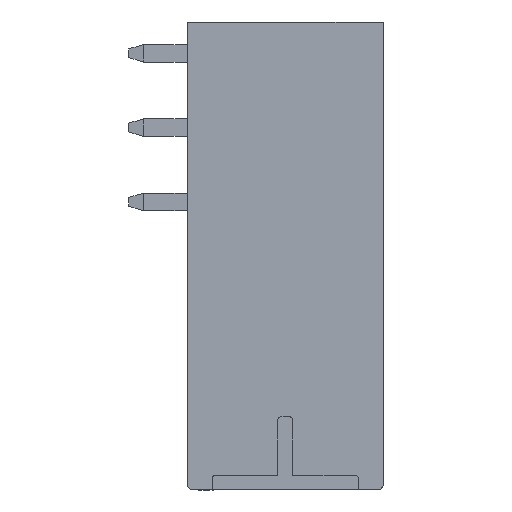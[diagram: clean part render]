
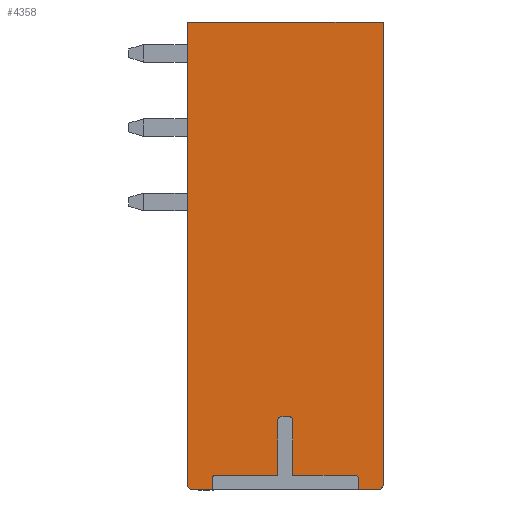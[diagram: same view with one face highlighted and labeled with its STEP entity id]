
A CAD part, front view. The second image highlights one B-rep face of the part: STEP entity #4358.
In plain terms, the highlighted planar face has unit normal (0, -1, 0).
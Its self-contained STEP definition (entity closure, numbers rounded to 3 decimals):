
#473=DIRECTION('',(0.,0.,1.));
#474=VECTOR('',#473,0.8);
#475=CARTESIAN_POINT('',(-5.,-52.64,-16.));
#476=LINE('',#475,#474);
#477=DIRECTION('',(-1.,0.,0.));
#478=VECTOR('',#477,1.3);
#479=CARTESIAN_POINT('',(-5.,-52.64,-16.));
#480=LINE('',#479,#478);
#481=CARTESIAN_POINT('',(-6.3,-52.64,-15.6));
#482=DIRECTION('',(0.,1.,0.));
#483=DIRECTION('',(0.,0.,-1.));
#484=AXIS2_PLACEMENT_3D('',#481,#482,#483);
#486=DIRECTION('',(0.,0.,1.));
#487=VECTOR('',#486,31.6);
#488=CARTESIAN_POINT('',(-6.7,-52.64,-15.6));
#489=LINE('',#488,#487);
#490=DIRECTION('',(1.,0.,0.));
#491=VECTOR('',#490,13.4);
#492=CARTESIAN_POINT('',(-6.7,-52.64,16.));
#493=LINE('',#492,#491);
#494=DIRECTION('',(0.,0.,-1.));
#495=VECTOR('',#494,31.6);
#496=CARTESIAN_POINT('',(6.7,-52.64,16.));
#497=LINE('',#496,#495);
#498=CARTESIAN_POINT('',(6.3,-52.64,-15.6));
#499=DIRECTION('',(0.,1.,0.));
#500=DIRECTION('',(1.,0.,0.));
#501=AXIS2_PLACEMENT_3D('',#498,#499,#500);
#503=DIRECTION('',(-1.,0.,0.));
#504=VECTOR('',#503,1.3);
#505=CARTESIAN_POINT('',(6.3,-52.64,-16.));
#506=LINE('',#505,#504);
#507=DIRECTION('',(0.,0.,1.));
#508=VECTOR('',#507,0.8);
#509=CARTESIAN_POINT('',(5.,-52.64,-16.));
#510=LINE('',#509,#508);
#511=CARTESIAN_POINT('',(4.8,-52.64,-15.2));
#512=DIRECTION('',(0.,1.,0.));
#513=DIRECTION('',(0.,0.,1.));
#514=AXIS2_PLACEMENT_3D('',#511,#512,#513);
#516=DIRECTION('',(1.,0.,0.));
#517=VECTOR('',#516,4.3);
#518=CARTESIAN_POINT('',(0.5,-52.64,-15.));
#519=LINE('',#518,#517);
#520=DIRECTION('',(0.,0.,-1.));
#521=VECTOR('',#520,3.8);
#522=CARTESIAN_POINT('',(0.5,-52.64,-11.2));
#523=LINE('',#522,#521);
#524=CARTESIAN_POINT('',(0.3,-52.64,-11.2));
#525=DIRECTION('',(0.,1.,0.));
#526=DIRECTION('',(0.,0.,1.));
#527=AXIS2_PLACEMENT_3D('',#524,#525,#526);
#529=DIRECTION('',(1.,0.,0.));
#530=VECTOR('',#529,0.6);
#531=CARTESIAN_POINT('',(-0.3,-52.64,-11.));
#532=LINE('',#531,#530);
#533=CARTESIAN_POINT('',(-0.3,-52.64,-11.2));
#534=DIRECTION('',(0.,1.,0.));
#535=DIRECTION('',(-1.,0.,0.));
#536=AXIS2_PLACEMENT_3D('',#533,#534,#535);
#538=DIRECTION('',(0.,0.,1.));
#539=VECTOR('',#538,3.8);
#540=CARTESIAN_POINT('',(-0.5,-52.64,-15.));
#541=LINE('',#540,#539);
#542=DIRECTION('',(1.,0.,0.));
#543=VECTOR('',#542,4.3);
#544=CARTESIAN_POINT('',(-4.8,-52.64,-15.));
#545=LINE('',#544,#543);
#546=CARTESIAN_POINT('',(-4.8,-52.64,-15.2));
#547=DIRECTION('',(0.,1.,0.));
#548=DIRECTION('',(-1.,0.,0.));
#549=AXIS2_PLACEMENT_3D('',#546,#547,#548);
#3166=CARTESIAN_POINT('',(-6.7,-52.64,16.));
#3167=CARTESIAN_POINT('',(6.7,-52.64,16.));
#3168=VERTEX_POINT('',#3166);
#3169=VERTEX_POINT('',#3167);
#3170=CARTESIAN_POINT('',(6.7,-52.64,-15.6));
#3171=VERTEX_POINT('',#3170);
#3172=CARTESIAN_POINT('',(6.3,-52.64,-16.));
#3173=VERTEX_POINT('',#3172);
#3174=CARTESIAN_POINT('',(-6.3,-52.64,-16.));
#3175=CARTESIAN_POINT('',(-6.7,-52.64,-15.6));
#3176=VERTEX_POINT('',#3174);
#3177=VERTEX_POINT('',#3175);
#3250=CARTESIAN_POINT('',(-5.,-52.64,-16.));
#3251=VERTEX_POINT('',#3250);
#3252=CARTESIAN_POINT('',(-5.,-52.64,-15.2));
#3253=VERTEX_POINT('',#3252);
#3254=CARTESIAN_POINT('',(-4.8,-52.64,-15.));
#3255=VERTEX_POINT('',#3254);
#3256=CARTESIAN_POINT('',(-0.5,-52.64,-15.));
#3257=VERTEX_POINT('',#3256);
#3258=CARTESIAN_POINT('',(-0.5,-52.64,-11.2));
#3259=VERTEX_POINT('',#3258);
#3260=CARTESIAN_POINT('',(-0.3,-52.64,-11.));
#3261=VERTEX_POINT('',#3260);
#3262=CARTESIAN_POINT('',(0.3,-52.64,-11.));
#3263=VERTEX_POINT('',#3262);
#3264=CARTESIAN_POINT('',(0.5,-52.64,-11.2));
#3265=VERTEX_POINT('',#3264);
#3266=CARTESIAN_POINT('',(0.5,-52.64,-15.));
#3267=VERTEX_POINT('',#3266);
#3268=CARTESIAN_POINT('',(4.8,-52.64,-15.));
#3269=VERTEX_POINT('',#3268);
#3270=CARTESIAN_POINT('',(5.,-52.64,-15.2));
#3271=VERTEX_POINT('',#3270);
#3272=CARTESIAN_POINT('',(5.,-52.64,-16.));
#3273=VERTEX_POINT('',#3272);
#4317=CARTESIAN_POINT('',(0.,-52.64,0.));
#4318=DIRECTION('',(0.,1.,0.));
#4319=DIRECTION('',(1.,0.,0.));
#4320=AXIS2_PLACEMENT_3D('',#4317,#4318,#4319);
#4321=PLANE('',#4320);
#4323=ORIENTED_EDGE('',*,*,#4322,.F.);
#4324=ORIENTED_EDGE('',*,*,#4123,.T.);
#4326=ORIENTED_EDGE('',*,*,#4325,.T.);
#4328=ORIENTED_EDGE('',*,*,#4327,.T.);
#4330=ORIENTED_EDGE('',*,*,#4329,.T.);
#4332=ORIENTED_EDGE('',*,*,#4331,.T.);
#4334=ORIENTED_EDGE('',*,*,#4333,.T.);
#4335=ORIENTED_EDGE('',*,*,#4131,.T.);
#4337=ORIENTED_EDGE('',*,*,#4336,.T.);
#4339=ORIENTED_EDGE('',*,*,#4338,.F.);
#4341=ORIENTED_EDGE('',*,*,#4340,.F.);
#4343=ORIENTED_EDGE('',*,*,#4342,.F.);
#4345=ORIENTED_EDGE('',*,*,#4344,.F.);
#4347=ORIENTED_EDGE('',*,*,#4346,.F.);
#4349=ORIENTED_EDGE('',*,*,#4348,.F.);
#4351=ORIENTED_EDGE('',*,*,#4350,.F.);
#4353=ORIENTED_EDGE('',*,*,#4352,.F.);
#4355=ORIENTED_EDGE('',*,*,#4354,.F.);
#4356=EDGE_LOOP('',(#4323,#4324,#4326,#4328,#4330,#4332,#4334,#4335,#4337,#4339,
#4341,#4343,#4345,#4347,#4349,#4351,#4353,#4355));
#4357=FACE_OUTER_BOUND('',#4356,.F.);
#485=CIRCLE('',#484,0.4);
#502=CIRCLE('',#501,0.4);
#515=CIRCLE('',#514,0.2);
#528=CIRCLE('',#527,0.2);
#537=CIRCLE('',#536,0.2);
#550=CIRCLE('',#549,0.2);
#4123=EDGE_CURVE('',#3251,#3176,#480,.T.);
#4131=EDGE_CURVE('',#3173,#3273,#506,.T.);
#4322=EDGE_CURVE('',#3251,#3253,#476,.T.);
#4325=EDGE_CURVE('',#3176,#3177,#485,.T.);
#4327=EDGE_CURVE('',#3177,#3168,#489,.T.);
#4329=EDGE_CURVE('',#3168,#3169,#493,.T.);
#4331=EDGE_CURVE('',#3169,#3171,#497,.T.);
#4333=EDGE_CURVE('',#3171,#3173,#502,.T.);
#4336=EDGE_CURVE('',#3273,#3271,#510,.T.);
#4338=EDGE_CURVE('',#3269,#3271,#515,.T.);
#4340=EDGE_CURVE('',#3267,#3269,#519,.T.);
#4342=EDGE_CURVE('',#3265,#3267,#523,.T.);
#4344=EDGE_CURVE('',#3263,#3265,#528,.T.);
#4346=EDGE_CURVE('',#3261,#3263,#532,.T.);
#4348=EDGE_CURVE('',#3259,#3261,#537,.T.);
#4350=EDGE_CURVE('',#3257,#3259,#541,.T.);
#4352=EDGE_CURVE('',#3255,#3257,#545,.T.);
#4354=EDGE_CURVE('',#3253,#3255,#550,.T.);
#4358=ADVANCED_FACE('',(#4357),#4321,.F.);
